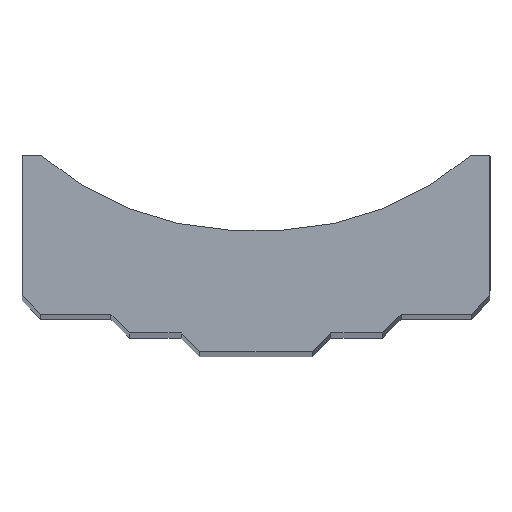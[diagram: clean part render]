
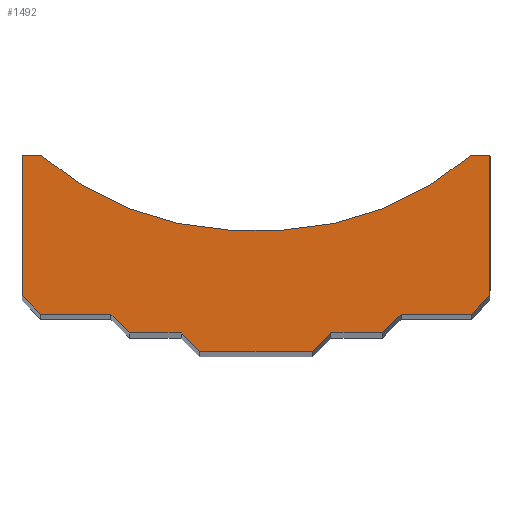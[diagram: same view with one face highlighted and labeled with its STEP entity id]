
A CAD part, top view. The second image highlights one B-rep face of the part: STEP entity #1492.
In plain terms, the highlighted planar face has unit normal (0, 0, 1).
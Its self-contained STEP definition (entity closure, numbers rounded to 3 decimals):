
#22 = LINE ( 'NONE', #1551, #174 ) ;
#37 = CARTESIAN_POINT ( 'NONE',  ( 2.91, 7., 158.5 ) ) ;
#40 = VECTOR ( 'NONE', #1052, 1000. ) ;
#41 = CARTESIAN_POINT ( 'NONE',  ( 13.5, -4., 158.5 ) ) ;
#45 = VERTEX_POINT ( 'NONE', #37 ) ;
#69 = VECTOR ( 'NONE', #1787, 1000. ) ;
#73 = LINE ( 'NONE', #1617, #69 ) ;
#95 = CARTESIAN_POINT ( 'NONE',  ( 6., -6., 158.5 ) ) ;
#121 = DIRECTION ( 'NONE',  ( 1., 0., 0. ) ) ;
#160 = CARTESIAN_POINT ( 'NONE',  ( 6., -6., 158.5 ) ) ;
#174 = VECTOR ( 'NONE', #1900, 1000. ) ;
#187 = CARTESIAN_POINT ( 'NONE',  ( -13.5, -4., 158.5 ) ) ;
#198 = CARTESIAN_POINT ( 'NONE',  ( -25., 15., 158.5 ) ) ;
#206 = EDGE_CURVE ( 'NONE', #768, #1350, #73, .T. ) ;
#251 = ORIENTED_EDGE ( 'NONE', *, *, #1920, .T. ) ;
#254 = EDGE_CURVE ( 'NONE', #1350, #1480, #1410, .T. ) ;
#258 = VECTOR ( 'NONE', #1339, 1000. ) ;
#289 = ORIENTED_EDGE ( 'NONE', *, *, #535, .T. ) ;
#291 = CARTESIAN_POINT ( 'NONE',  ( -8., -4., 158.5 ) ) ;
#309 = CARTESIAN_POINT ( 'NONE',  ( 13.5, -4., 158.5 ) ) ;
#352 = VERTEX_POINT ( 'NONE', #623 ) ;
#353 = EDGE_CURVE ( 'NONE', #641, #768, #2146, .T. ) ;
#357 = CARTESIAN_POINT ( 'NONE',  ( 23., -2., 158.5 ) ) ;
#368 = ORIENTED_EDGE ( 'NONE', *, *, #353, .F. ) ;
#374 = DIRECTION ( 'NONE',  ( -1., 0., 0. ) ) ;
#382 = EDGE_CURVE ( 'NONE', #1246, #1383, #2167, .T. ) ;
#383 = CARTESIAN_POINT ( 'NONE',  ( -23., -2., 158.5 ) ) ;
#385 = EDGE_CURVE ( 'NONE', #1003, #2055, #2154, .T. ) ;
#410 = DIRECTION ( 'NONE',  ( 0., 0., -1. ) ) ;
#421 = ORIENTED_EDGE ( 'NONE', *, *, #536, .F. ) ;
#442 = DIRECTION ( 'NONE',  ( -0.707, 0.707, 0. ) ) ;
#458 = AXIS2_PLACEMENT_3D ( 'NONE', #2021, #499, #1034 ) ;
#474 = CARTESIAN_POINT ( 'NONE',  ( -1.431, 39.939, 158.5 ) ) ;
#481 = VERTEX_POINT ( 'NONE', #1211 ) ;
#491 = VECTOR ( 'NONE', #1155, 1000. ) ;
#499 = DIRECTION ( 'NONE',  ( 0., 0., -1. ) ) ;
#516 = DIRECTION ( 'NONE',  ( 1., 0., 0. ) ) ;
#535 = EDGE_CURVE ( 'NONE', #770, #481, #1043, .T. ) ;
#536 = EDGE_CURVE ( 'NONE', #770, #618, #22, .T. ) ;
#543 = FACE_OUTER_BOUND ( 'NONE', #2001, .T. ) ;
#556 = LINE ( 'NONE', #1252, #1813 ) ;
#580 = EDGE_CURVE ( 'NONE', #481, #45, #2194, .T. ) ;
#581 = ORIENTED_EDGE ( 'NONE', *, *, #385, .F. ) ;
#595 = VERTEX_POINT ( 'NONE', #1179 ) ;
#618 = VERTEX_POINT ( 'NONE', #1434 ) ;
#623 = CARTESIAN_POINT ( 'NONE',  ( -25., 0., 158.5 ) ) ;
#638 = DIRECTION ( 'NONE',  ( -1., 0., 0. ) ) ;
#641 = VERTEX_POINT ( 'NONE', #2113 ) ;
#666 = CARTESIAN_POINT ( 'NONE',  ( 15.5, -2., 158.5 ) ) ;
#689 = CARTESIAN_POINT ( 'NONE',  ( 25., 15., 158.5 ) ) ;
#768 = VERTEX_POINT ( 'NONE', #291 ) ;
#770 = VERTEX_POINT ( 'NONE', #2144 ) ;
#773 = LINE ( 'NONE', #797, #1169 ) ;
#780 = DIRECTION ( 'NONE',  ( -0.707, 0.707, 0. ) ) ;
#782 = EDGE_CURVE ( 'NONE', #2055, #973, #1168, .T. ) ;
#793 = CARTESIAN_POINT ( 'NONE',  ( -25., 15., 158.5 ) ) ;
#797 = CARTESIAN_POINT ( 'NONE',  ( -23., -2., 158.5 ) ) ;
#804 = ORIENTED_EDGE ( 'NONE', *, *, #1317, .T. ) ;
#823 = LINE ( 'NONE', #160, #2095 ) ;
#848 = ORIENTED_EDGE ( 'NONE', *, *, #1196, .F. ) ;
#870 = DIRECTION ( 'NONE',  ( 0.707, 0.707, 0. ) ) ;
#898 = DIRECTION ( 'NONE',  ( 1., 0., 0. ) ) ;
#911 = ORIENTED_EDGE ( 'NONE', *, *, #580, .T. ) ;
#923 = AXIS2_PLACEMENT_3D ( 'NONE', #474, #1451, #121 ) ;
#967 = LINE ( 'NONE', #309, #1490 ) ;
#973 = VERTEX_POINT ( 'NONE', #1206 ) ;
#976 = VERTEX_POINT ( 'NONE', #1195 ) ;
#1003 = VERTEX_POINT ( 'NONE', #198 ) ;
#1034 = DIRECTION ( 'NONE',  ( -1., 0., 0. ) ) ;
#1043 = LINE ( 'NONE', #689, #1699 ) ;
#1052 = DIRECTION ( 'NONE',  ( 0., -1., 0. ) ) ;
#1059 = DIRECTION ( 'NONE',  ( -0.707, 0.707, 0. ) ) ;
#1091 = EDGE_CURVE ( 'NONE', #1003, #352, #1761, .T. ) ;
#1093 = EDGE_CURVE ( 'NONE', #973, #45, #556, .T. ) ;
#1096 = CARTESIAN_POINT ( 'NONE',  ( -25., 7., 158.5 ) ) ;
#1105 = AXIS2_PLACEMENT_3D ( 'NONE', #1896, #410, #374 ) ;
#1155 = DIRECTION ( 'NONE',  ( 1., 0., 0. ) ) ;
#1158 = ORIENTED_EDGE ( 'NONE', *, *, #254, .F. ) ;
#1168 = CIRCLE ( 'NONE', #923, 32.972 ) ;
#1169 = VECTOR ( 'NONE', #638, 1000. ) ;
#1172 = VECTOR ( 'NONE', #1059, 1000. ) ;
#1179 = CARTESIAN_POINT ( 'NONE',  ( 15.5, -2., 158.5 ) ) ;
#1191 = ORIENTED_EDGE ( 'NONE', *, *, #1444, .T. ) ;
#1194 = ORIENTED_EDGE ( 'NONE', *, *, #382, .T. ) ;
#1195 = CARTESIAN_POINT ( 'NONE',  ( -23., -2., 158.5 ) ) ;
#1196 = EDGE_CURVE ( 'NONE', #1480, #976, #773, .T. ) ;
#1206 = CARTESIAN_POINT ( 'NONE',  ( -2.91, 7., 158.5 ) ) ;
#1211 = CARTESIAN_POINT ( 'NONE',  ( 23., 15., 158.5 ) ) ;
#1246 = VERTEX_POINT ( 'NONE', #95 ) ;
#1250 = LINE ( 'NONE', #1573, #1780 ) ;
#1252 = CARTESIAN_POINT ( 'NONE',  ( -25., 7., 158.5 ) ) ;
#1290 = CARTESIAN_POINT ( 'NONE',  ( -8., -4., 158.5 ) ) ;
#1305 = CARTESIAN_POINT ( 'NONE',  ( -23., 15., 158.5 ) ) ;
#1317 = EDGE_CURVE ( 'NONE', #641, #1246, #823, .T. ) ;
#1339 = DIRECTION ( 'NONE',  ( 0.707, 0.707, 0. ) ) ;
#1350 = VERTEX_POINT ( 'NONE', #187 ) ;
#1361 = DIRECTION ( 'NONE',  ( -1., 0., 0. ) ) ;
#1383 = VERTEX_POINT ( 'NONE', #1837 ) ;
#1410 = LINE ( 'NONE', #2080, #1877 ) ;
#1434 = CARTESIAN_POINT ( 'NONE',  ( 25., 0., 158.5 ) ) ;
#1444 = EDGE_CURVE ( 'NONE', #1630, #618, #1918, .T. ) ;
#1449 = VECTOR ( 'NONE', #780, 1000. ) ;
#1451 = DIRECTION ( 'NONE',  ( 0., 0., 1. ) ) ;
#1456 = DIRECTION ( 'NONE',  ( 0.707, 0.707, 0. ) ) ;
#1463 = VERTEX_POINT ( 'NONE', #41 ) ;
#1466 = EDGE_CURVE ( 'NONE', #595, #1630, #1250, .T. ) ;
#1480 = VERTEX_POINT ( 'NONE', #1585 ) ;
#1487 = VECTOR ( 'NONE', #870, 1000. ) ;
#1490 = VECTOR ( 'NONE', #2000, 1000. ) ;
#1492 = ADVANCED_FACE ( 'NONE', ( #543 ), #2083, .F. ) ;
#1508 = EDGE_CURVE ( 'NONE', #976, #352, #1907, .T. ) ;
#1517 = ORIENTED_EDGE ( 'NONE', *, *, #782, .F. ) ;
#1551 = CARTESIAN_POINT ( 'NONE',  ( 25., 7., 158.5 ) ) ;
#1573 = CARTESIAN_POINT ( 'NONE',  ( 23., -2., 158.5 ) ) ;
#1575 = DIRECTION ( 'NONE',  ( 1., 0., 0. ) ) ;
#1585 = CARTESIAN_POINT ( 'NONE',  ( -15.5, -2., 158.5 ) ) ;
#1588 = ORIENTED_EDGE ( 'NONE', *, *, #1466, .T. ) ;
#1617 = CARTESIAN_POINT ( 'NONE',  ( -13.5, -4., 158.5 ) ) ;
#1630 = VERTEX_POINT ( 'NONE', #357 ) ;
#1656 = EDGE_CURVE ( 'NONE', #1463, #595, #1892, .T. ) ;
#1680 = ORIENTED_EDGE ( 'NONE', *, *, #1656, .T. ) ;
#1699 = VECTOR ( 'NONE', #1361, 1000. ) ;
#1761 = LINE ( 'NONE', #1096, #40 ) ;
#1780 = VECTOR ( 'NONE', #898, 1000. ) ;
#1787 = DIRECTION ( 'NONE',  ( -1., 0., 0. ) ) ;
#1813 = VECTOR ( 'NONE', #1575, 1000. ) ;
#1837 = CARTESIAN_POINT ( 'NONE',  ( 8., -4., 158.5 ) ) ;
#1877 = VECTOR ( 'NONE', #442, 1000. ) ;
#1892 = LINE ( 'NONE', #666, #258 ) ;
#1896 = CARTESIAN_POINT ( 'NONE',  ( -25., 7., 158.5 ) ) ;
#1897 = ORIENTED_EDGE ( 'NONE', *, *, #1093, .F. ) ;
#1900 = DIRECTION ( 'NONE',  ( 0., -1., 0. ) ) ;
#1907 = LINE ( 'NONE', #383, #1172 ) ;
#1918 = LINE ( 'NONE', #1931, #1487 ) ;
#1920 = EDGE_CURVE ( 'NONE', #1383, #1463, #967, .T. ) ;
#1931 = CARTESIAN_POINT ( 'NONE',  ( 23., -2., 158.5 ) ) ;
#1942 = ORIENTED_EDGE ( 'NONE', *, *, #1508, .F. ) ;
#2000 = DIRECTION ( 'NONE',  ( 1., 0., 0. ) ) ;
#2001 = EDGE_LOOP ( 'NONE', ( #2183, #1942, #848, #1158, #2076, #368, #804, #1194, #251, #1680, #1588, #1191, #421, #289, #911, #1897, #1517, #581 ) ) ;
#2021 = CARTESIAN_POINT ( 'NONE',  ( 1.431, 39.939, 158.5 ) ) ;
#2052 = VECTOR ( 'NONE', #1456, 1000. ) ;
#2055 = VERTEX_POINT ( 'NONE', #1305 ) ;
#2076 = ORIENTED_EDGE ( 'NONE', *, *, #206, .F. ) ;
#2080 = CARTESIAN_POINT ( 'NONE',  ( -15.5, -2., 158.5 ) ) ;
#2083 = PLANE ( 'NONE',  #1105 ) ;
#2095 = VECTOR ( 'NONE', #516, 1000. ) ;
#2113 = CARTESIAN_POINT ( 'NONE',  ( -6., -6., 158.5 ) ) ;
#2138 = CARTESIAN_POINT ( 'NONE',  ( 8., -4., 158.5 ) ) ;
#2144 = CARTESIAN_POINT ( 'NONE',  ( 25., 15., 158.5 ) ) ;
#2146 = LINE ( 'NONE', #1290, #1449 ) ;
#2154 = LINE ( 'NONE', #793, #491 ) ;
#2167 = LINE ( 'NONE', #2138, #2052 ) ;
#2183 = ORIENTED_EDGE ( 'NONE', *, *, #1091, .T. ) ;
#2194 = CIRCLE ( 'NONE', #458, 32.972 ) ;
